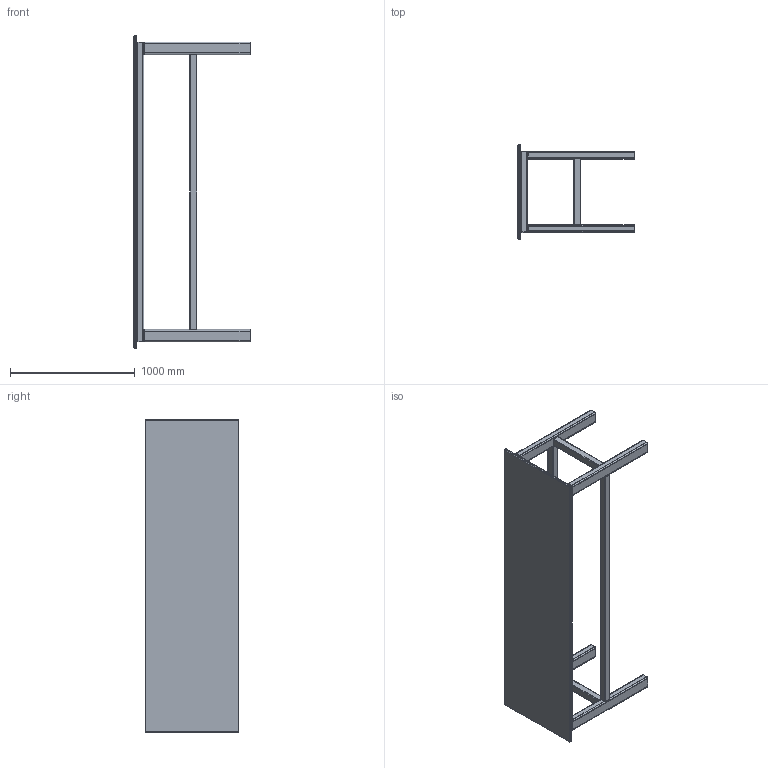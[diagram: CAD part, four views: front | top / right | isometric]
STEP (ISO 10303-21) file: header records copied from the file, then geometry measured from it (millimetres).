
FILE_DESCRIPTION(/* description */ (''),/* implementation_level */ '2;1');
FILE_NAME(/* name */ 'Workbench.stp',/* time_stamp */ '2020-02-23T16:22:07+01:00',/* author */ ('Admin'),/* organization */ (''),/* preprocessor_version */ 'ST-DEVELOPER v18',/* originating_system */ 'Autodesk Inventor 2020',/* authorisation */ '');
FILE_SCHEMA (('AUTOMOTIVE_DESIGN { 1 0 10303 214 3 1 1 }'));
Length unit declared in the file: millimetre
Products named in the file (9): Stół; Blat; Rama pod blat; Profil 100x60x5 (750 mm); Profil 100x60x5 (2500 mm); Wspornik 450 mm; Noga; Wspornik nóg 2200 mm; Wspornik nóg 530 mm
Assembly tree (15 placements, depth 3):
  Stół
    Blat
    Rama pod blat
      Profil 100x60x5 (750 mm)  x2
      Profil 100x60x5 (2500 mm)  x2
      Wspornik 450 mm
    Noga  x4
    Wspornik nóg 2200 mm  x2
    Wspornik nóg 530 mm  x2
Bounding box: 930 x 750 x 2500 mm (x, y, z)
Volume: 54346896.4 mm3; surface area: 11691877.4 mm2
Topology: 14 solids, 14 shells, 468 faces, 1128 edges, 688 vertices
Faces by surface type: plane 224, cylinder 116, bspline 72, cone 56
Entity records: 7900 total; most frequent: CARTESIAN_POINT 2156, ORIENTED_EDGE 1136, DIRECTION 1088, EDGE_CURVE 568, LINE 364, VECTOR 364, AXIS2_PLACEMENT_3D 362, VERTEX_POINT 344
